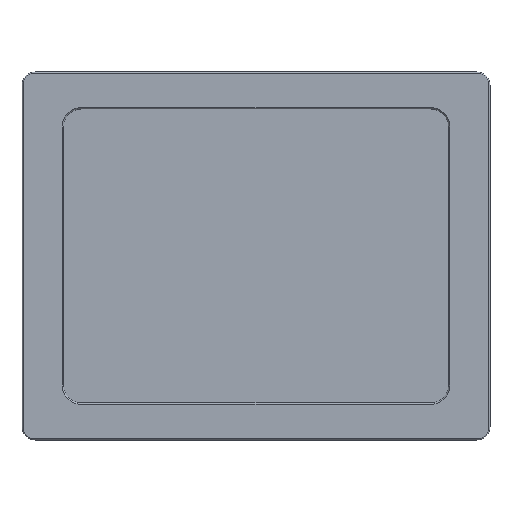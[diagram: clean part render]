
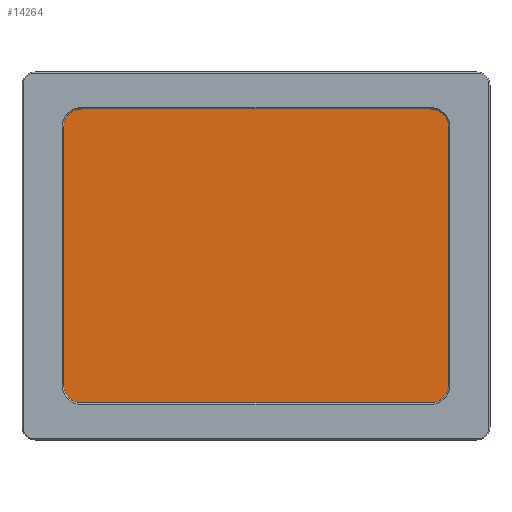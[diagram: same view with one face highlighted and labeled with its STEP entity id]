
A CAD part, top view. The second image highlights one B-rep face of the part: STEP entity #14264.
In plain terms, the highlighted planar face has unit normal (0, 0, 1).
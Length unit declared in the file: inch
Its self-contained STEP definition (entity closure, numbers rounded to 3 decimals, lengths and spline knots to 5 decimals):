
#131=PLANE('',#15115);
#930=FACE_OUTER_BOUND('',#1733,.T.);
#1733=EDGE_LOOP('',(#9613,#9614,#9615,#9616,#9617,#9618,#9619,#9620));
#2597=CIRCLE('',#15116,0.51591);
#2598=CIRCLE('',#15117,0.51591);
#2599=CIRCLE('',#15118,0.51591);
#2600=CIRCLE('',#15119,0.51591);
#3211=LINE('',#22084,#4561);
#3212=LINE('',#22088,#4562);
#3213=LINE('',#22092,#4563);
#3214=LINE('',#22096,#4564);
#4561=VECTOR('',#16362,0.3937);
#4562=VECTOR('',#16365,0.3937);
#4563=VECTOR('',#16368,0.3937);
#4564=VECTOR('',#16371,0.3937);
#5995=VERTEX_POINT('',#22082);
#5996=VERTEX_POINT('',#22083);
#5997=VERTEX_POINT('',#22085);
#5998=VERTEX_POINT('',#22087);
#5999=VERTEX_POINT('',#22089);
#6000=VERTEX_POINT('',#22091);
#6001=VERTEX_POINT('',#22093);
#6002=VERTEX_POINT('',#22095);
#7390=EDGE_CURVE('',#5995,#5996,#3211,.T.);
#7391=EDGE_CURVE('',#5997,#5995,#2597,.T.);
#7392=EDGE_CURVE('',#5998,#5997,#3212,.T.);
#7393=EDGE_CURVE('',#5999,#5998,#2598,.T.);
#7394=EDGE_CURVE('',#6000,#5999,#3213,.T.);
#7395=EDGE_CURVE('',#6001,#6000,#2599,.T.);
#7396=EDGE_CURVE('',#6002,#6001,#3214,.T.);
#7397=EDGE_CURVE('',#5996,#6002,#2600,.T.);
#9613=ORIENTED_EDGE('',*,*,#7390,.F.);
#9614=ORIENTED_EDGE('',*,*,#7391,.F.);
#9615=ORIENTED_EDGE('',*,*,#7392,.F.);
#9616=ORIENTED_EDGE('',*,*,#7393,.F.);
#9617=ORIENTED_EDGE('',*,*,#7394,.F.);
#9618=ORIENTED_EDGE('',*,*,#7395,.F.);
#9619=ORIENTED_EDGE('',*,*,#7396,.F.);
#9620=ORIENTED_EDGE('',*,*,#7397,.F.);
#14264=ADVANCED_FACE('',(#930),#131,.T.);
#15115=AXIS2_PLACEMENT_3D('',#22081,#16360,#16361);
#15116=AXIS2_PLACEMENT_3D('',#22086,#16363,#16364);
#15117=AXIS2_PLACEMENT_3D('',#22090,#16366,#16367);
#15118=AXIS2_PLACEMENT_3D('',#22094,#16369,#16370);
#15119=AXIS2_PLACEMENT_3D('',#22097,#16372,#16373);
#16360=DIRECTION('center_axis',(0.,0.,
1.));
#16361=DIRECTION('ref_axis',(1.,0.,0.));
#16362=DIRECTION('',(0.,-1.,0.));
#16363=DIRECTION('center_axis',(0.,0.,
-1.));
#16364=DIRECTION('ref_axis',(1.,0.,0.));
#16365=DIRECTION('',(1.,0.,0.));
#16366=DIRECTION('center_axis',(0.,0.,
-1.));
#16367=DIRECTION('ref_axis',(0.,1.,0.));
#16368=DIRECTION('',(0.,1.,0.));
#16369=DIRECTION('center_axis',(0.,0.,
-1.));
#16370=DIRECTION('ref_axis',(-1.,0.,0.));
#16371=DIRECTION('',(-1.,0.,0.));
#16372=DIRECTION('center_axis',(0.,0.,
-1.));
#16373=DIRECTION('ref_axis',(0.,-1.,0.));
#22081=CARTESIAN_POINT('Origin',(17.41727,5.24372,0.625));
#22082=CARTESIAN_POINT('',(22.90592,8.91725,0.625));
#22083=CARTESIAN_POINT('',(22.90592,1.57018,0.625));
#22084=CARTESIAN_POINT('',(22.90592,6.1621,0.625));
#22085=CARTESIAN_POINT('',(22.39001,9.43316,0.625));
#22086=CARTESIAN_POINT('Origin',(22.39001,8.91725,0.625));
#22087=CARTESIAN_POINT('',(12.44454,9.43316,0.625));
#22088=CARTESIAN_POINT('',(16.17409,9.43316,0.625));
#22089=CARTESIAN_POINT('',(11.92863,8.91725,0.625));
#22090=CARTESIAN_POINT('Origin',(12.44454,8.91725,0.625));
#22091=CARTESIAN_POINT('',(11.92863,1.57018,0.625));
#22092=CARTESIAN_POINT('',(11.92863,4.32533,0.625));
#22093=CARTESIAN_POINT('',(12.44454,1.05427,0.625));
#22094=CARTESIAN_POINT('Origin',(12.44454,1.57018,0.625));
#22095=CARTESIAN_POINT('',(22.39001,1.05427,0.625));
#22096=CARTESIAN_POINT('',(18.66046,1.05427,0.625));
#22097=CARTESIAN_POINT('Origin',(22.39001,1.57018,0.625));
